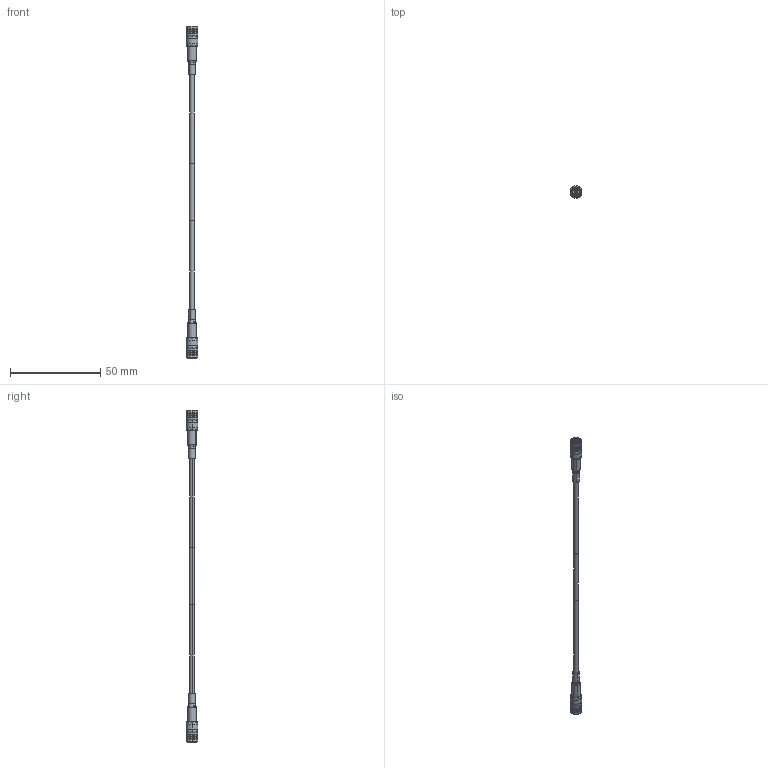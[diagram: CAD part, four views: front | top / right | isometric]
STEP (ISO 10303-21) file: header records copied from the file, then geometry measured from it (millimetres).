
FILE_DESCRIPTION (( 'STEP AP214' ), '1' );
FILE_NAME ('FMC00003_3D.step', '2024-01-26T20:38:11', ( '' ), ( '' ), 'SwSTEP 2.0', 'SolidWorks 2022', '' );
FILE_SCHEMA (( 'AUTOMOTIVE_DESIGN' ));
Length unit declared in the file: inch
Products named in the file (4): HeatShrink-RG316-DS_Short Head & Tail; SC8841; FMC00003_3D; M17_113-RG316
Assembly tree (5 placements, depth 2):
  FMC00003_3D
    M17_113-RG316
    SC8841  x2
    HeatShrink-RG316-DS_Short Head & Tail  x2
Bounding box: 6.5 x 6.5 x 184.1 mm (x, y, z)
Volume: 1659.7 mm3; surface area: 3507.8 mm2
Topology: 7 solids, 7 shells, 254 faces, 566 edges, 344 vertices
Faces by surface type: cylinder 86, plane 80, torus 48, cone 24, bspline 16
Entity records: 4127 total; most frequent: CARTESIAN_POINT 826, DIRECTION 710, ORIENTED_EDGE 584, AXIS2_PLACEMENT_3D 302, EDGE_CURVE 292, VERTEX_POINT 178, CIRCLE 170, EDGE_LOOP 146
